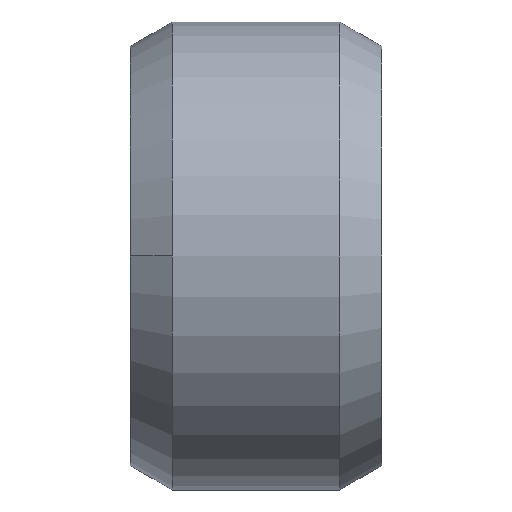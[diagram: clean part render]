
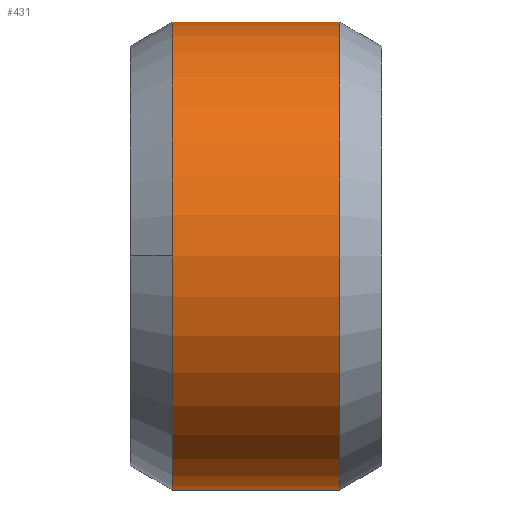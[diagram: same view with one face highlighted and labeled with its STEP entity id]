
A CAD part, left-side view. The second image highlights one B-rep face of the part: STEP entity #431.
In plain terms, the highlighted cylindrical face has radius 13.05 mm (diameter 26.1 mm), a partial arc.
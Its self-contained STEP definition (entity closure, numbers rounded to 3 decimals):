
#1 = EDGE_CURVE ( 'NONE', #397, #391, #322, .T. ) ;
#22 = EDGE_CURVE ( 'NONE', #411, #397, #312, .T. ) ;
#31 = EDGE_CURVE ( 'NONE', #411, #385, #298, .T. ) ;
#38 = EDGE_CURVE ( 'NONE', #385, #383, #287, .T. ) ;
#48 = AXIS2_PLACEMENT_3D ( 'NONE', #102, #101, #103 ) ;
#49 = AXIS2_PLACEMENT_3D ( 'NONE', #98, #128, #97 ) ;
#54 = AXIS2_PLACEMENT_3D ( 'NONE', #108, #79, #77 ) ;
#59 = EDGE_CURVE ( 'NONE', #391, #383, #279, .T. ) ;
#70 = AXIS2_PLACEMENT_3D ( 'NONE', #167, #164, #170 ) ;
#77 = DIRECTION ( 'NONE',  ( 0., 0., -1. ) ) ;
#79 = DIRECTION ( 'NONE',  ( 0., -1., 0. ) ) ;
#89 = CARTESIAN_POINT ( 'NONE',  ( 0., 11.662, 13.05 ) ) ;
#97 = DIRECTION ( 'NONE',  ( 0., 0., -1. ) ) ;
#98 = CARTESIAN_POINT ( 'NONE',  ( 0., 11.662, 0. ) ) ;
#101 = DIRECTION ( 'NONE',  ( 0., -1., 0. ) ) ;
#102 = CARTESIAN_POINT ( 'NONE',  ( 0., 11.662, 0. ) ) ;
#103 = DIRECTION ( 'NONE',  ( 0., 0., -1. ) ) ;
#105 = DIRECTION ( 'NONE',  ( 0., -1., 0. ) ) ;
#106 = CARTESIAN_POINT ( 'NONE',  ( 0., 11.662, -13.05 ) ) ;
#108 = CARTESIAN_POINT ( 'NONE',  ( 0., 2.338, 0. ) ) ;
#128 = DIRECTION ( 'NONE',  ( 0., -1., 0. ) ) ;
#138 = DIRECTION ( 'NONE',  ( 0., -1., 0. ) ) ;
#164 = DIRECTION ( 'NONE',  ( 0., -1., 0. ) ) ;
#167 = CARTESIAN_POINT ( 'NONE',  ( 0., 11.662, 0. ) ) ;
#170 = DIRECTION ( 'NONE',  ( 0., 0., -1. ) ) ;
#184 = CARTESIAN_POINT ( 'NONE',  ( -13.05, 11.662, 0. ) ) ;
#187 = CARTESIAN_POINT ( 'NONE',  ( 0., 11.662, -13.05 ) ) ;
#193 = CARTESIAN_POINT ( 'NONE',  ( 0., 2.338, -13.05 ) ) ;
#195 = CARTESIAN_POINT ( 'NONE',  ( 0., 2.338, 13.05 ) ) ;
#223 = CARTESIAN_POINT ( 'NONE',  ( 0., 11.662, 13.05 ) ) ;
#254 = CYLINDRICAL_SURFACE ( 'NONE', #70, 13.05 ) ;
#255 = FACE_OUTER_BOUND ( 'NONE', #305, .T. ) ;
#277 = VECTOR ( 'NONE', #105, 1000. ) ;
#279 = LINE ( 'NONE', #106, #277 ) ;
#287 = CIRCLE ( 'NONE', #54, 13.05 ) ;
#293 = VECTOR ( 'NONE', #138, 1000. ) ;
#298 = LINE ( 'NONE', #89, #293 ) ;
#305 = EDGE_LOOP ( 'NONE', ( #356, #357, #354, #355, #352 ) ) ;
#312 = CIRCLE ( 'NONE', #49, 13.05 ) ;
#322 = CIRCLE ( 'NONE', #48, 13.05 ) ;
#352 = ORIENTED_EDGE ( 'NONE', *, *, #38, .F. ) ;
#354 = ORIENTED_EDGE ( 'NONE', *, *, #1, .T. ) ;
#355 = ORIENTED_EDGE ( 'NONE', *, *, #59, .T. ) ;
#356 = ORIENTED_EDGE ( 'NONE', *, *, #31, .F. ) ;
#357 = ORIENTED_EDGE ( 'NONE', *, *, #22, .T. ) ;
#383 = VERTEX_POINT ( 'NONE', #193 ) ;
#385 = VERTEX_POINT ( 'NONE', #195 ) ;
#391 = VERTEX_POINT ( 'NONE', #187 ) ;
#397 = VERTEX_POINT ( 'NONE', #184 ) ;
#411 = VERTEX_POINT ( 'NONE', #223 ) ;
#431 = ADVANCED_FACE ( 'NONE', ( #255 ), #254, .T. ) ;
